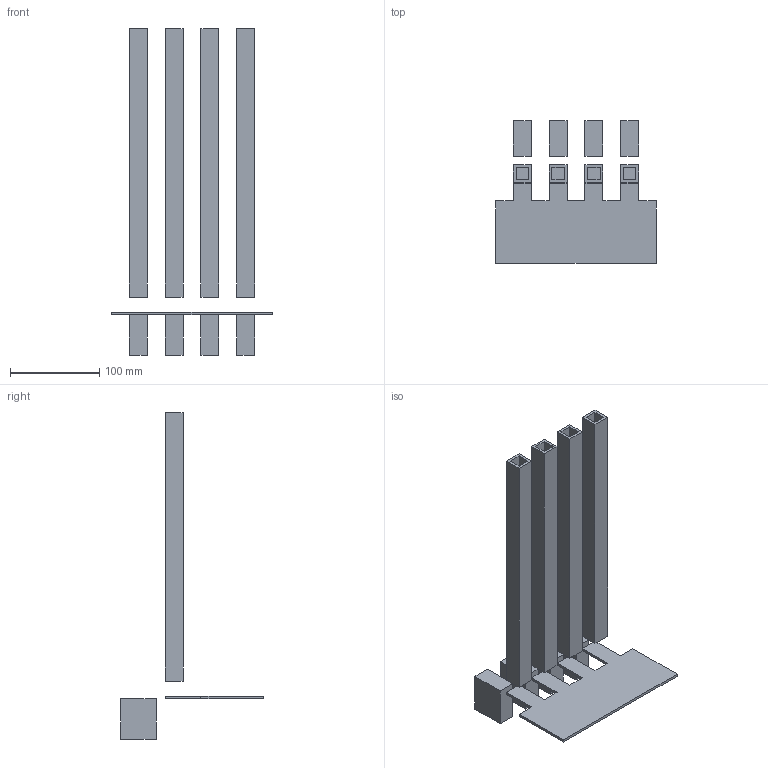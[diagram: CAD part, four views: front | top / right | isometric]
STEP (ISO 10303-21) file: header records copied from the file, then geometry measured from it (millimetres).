
FILE_DESCRIPTION(/* description */ (''),/* implementation_level */ '2;1');
FILE_NAME(/* name */ 'v2.step',/* time_stamp */ '2025-07-05T19:21:03+05:30',/* author */ (''),/* organization */ (''),/* preprocessor_version */ 'ST-DEVELOPER v20.1',/* originating_system */ 'Autodesk Translation Framework v14.10.0.0',/* authorisation */ '');
FILE_SCHEMA (('AUTOMOTIVE_DESIGN { 1 0 10303 214 3 1 1 }'));
Length unit declared in the file: millimetre
Products named in the file (2): final_maybe; a1
Assembly tree (1 placements, depth 2):
  final_maybe
    a1
Bounding box: 180 x 160 x 365 mm (x, y, z)
Volume: 436200 mm3; surface area: 226892 mm2
Topology: 9 solids, 9 shells, 86 faces, 204 edges, 136 vertices
Faces by surface type: plane 86
Entity records: 2489 total; most frequent: CARTESIAN_POINT 429, ORIENTED_EDGE 408, DIRECTION 382, LINE 204, VECTOR 204, EDGE_CURVE 204, VERTEX_POINT 136, EDGE_LOOP 94
